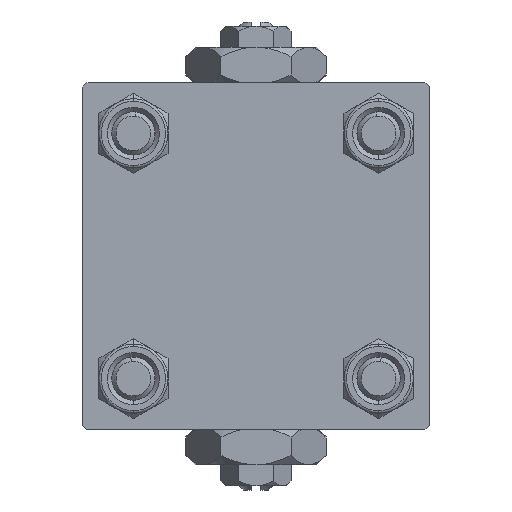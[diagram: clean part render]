
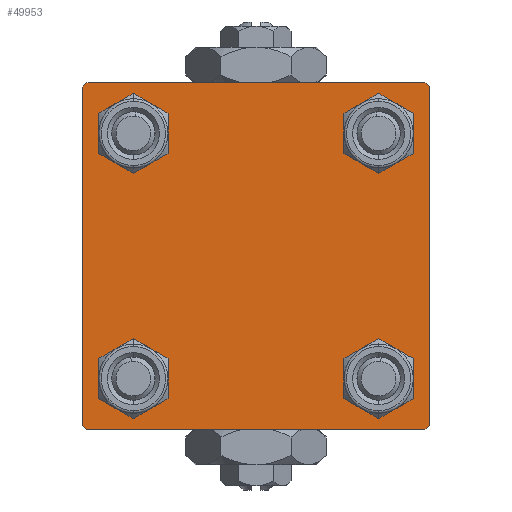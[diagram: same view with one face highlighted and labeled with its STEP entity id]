
A CAD part, left-side view. The second image highlights one B-rep face of the part: STEP entity #49953.
In plain terms, the highlighted planar face has unit normal (-1, 0, 0).
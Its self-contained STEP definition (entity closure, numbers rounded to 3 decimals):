
#96 = DIRECTION ( 'NONE',  ( 0., 0., 1. ) ) ;
#164 = EDGE_CURVE ( 'NONE', #48919, #34486, #49969, .T. ) ;
#442 = VERTEX_POINT ( 'NONE', #13553 ) ;
#891 = CARTESIAN_POINT ( 'NONE',  ( 0., 19.75, -19.75 ) ) ;
#1011 = LINE ( 'NONE', #16608, #8328 ) ;
#1753 = VERTEX_POINT ( 'NONE', #25588 ) ;
#2151 = EDGE_CURVE ( 'NONE', #15628, #28826, #42422, .T. ) ;
#2316 = EDGE_CURVE ( 'NONE', #6241, #9228, #49001, .T. ) ;
#2783 = CIRCLE ( 'NONE', #51791, 3. ) ;
#2869 = CARTESIAN_POINT ( 'NONE',  ( 0., 14.15, 17.15 ) ) ;
#3030 = FACE_OUTER_BOUND ( 'NONE', #39619, .T. ) ;
#3441 = ORIENTED_EDGE ( 'NONE', *, *, #39647, .T. ) ;
#3560 = CARTESIAN_POINT ( 'NONE',  ( 0., 20., -19.5 ) ) ;
#4048 = DIRECTION ( 'NONE',  ( 1., 0., 0. ) ) ;
#4205 = ORIENTED_EDGE ( 'NONE', *, *, #33826, .F. ) ;
#4233 = ORIENTED_EDGE ( 'NONE', *, *, #15627, .T. ) ;
#4320 = VECTOR ( 'NONE', #43953, 1000. ) ;
#4526 = EDGE_CURVE ( 'NONE', #9228, #11671, #34125, .T. ) ;
#4650 = CARTESIAN_POINT ( 'NONE',  ( 0., -14.15, -14.15 ) ) ;
#4732 = CIRCLE ( 'NONE', #17188, 3. ) ;
#6070 = ORIENTED_EDGE ( 'NONE', *, *, #40610, .T. ) ;
#6241 = VERTEX_POINT ( 'NONE', #3560 ) ;
#6580 = LINE ( 'NONE', #47023, #23904 ) ;
#6615 = ORIENTED_EDGE ( 'NONE', *, *, #16096, .T. ) ;
#6852 = CARTESIAN_POINT ( 'NONE',  ( 0., -20., 20. ) ) ;
#7546 = DIRECTION ( 'NONE',  ( 0., -1., 0. ) ) ;
#8061 = CARTESIAN_POINT ( 'NONE',  ( 0., 20., 19.5 ) ) ;
#8328 = VECTOR ( 'NONE', #44891, 1000. ) ;
#8503 = DIRECTION ( 'NONE',  ( 0., 0., 1. ) ) ;
#9228 = VERTEX_POINT ( 'NONE', #31925 ) ;
#9398 = CARTESIAN_POINT ( 'NONE',  ( 0., 14.15, 14.15 ) ) ;
#9999 = DIRECTION ( 'NONE',  ( 1., 0., 0. ) ) ;
#10109 = ORIENTED_EDGE ( 'NONE', *, *, #44940, .T. ) ;
#10710 = DIRECTION ( 'NONE',  ( 1., 0., 0. ) ) ;
#10978 = DIRECTION ( 'NONE',  ( 0., 0., 1. ) ) ;
#11235 = PLANE ( 'NONE',  #43126 ) ;
#11266 = DIRECTION ( 'NONE',  ( 0., 0., 1. ) ) ;
#11341 = CARTESIAN_POINT ( 'NONE',  ( 0., 14.15, 11.15 ) ) ;
#11671 = VERTEX_POINT ( 'NONE', #46189 ) ;
#11823 = VERTEX_POINT ( 'NONE', #36384 ) ;
#12014 = FACE_BOUND ( 'NONE', #14285, .T. ) ;
#12033 = LINE ( 'NONE', #40063, #12633 ) ;
#12232 = ORIENTED_EDGE ( 'NONE', *, *, #164, .T. ) ;
#12633 = VECTOR ( 'NONE', #7546, 1000. ) ;
#12791 = AXIS2_PLACEMENT_3D ( 'NONE', #43253, #15486, #11266 ) ;
#12986 = CIRCLE ( 'NONE', #38322, 3. ) ;
#13553 = CARTESIAN_POINT ( 'NONE',  ( 0., -20., -19.5 ) ) ;
#14285 = EDGE_LOOP ( 'NONE', ( #19807, #12232 ) ) ;
#14394 = ORIENTED_EDGE ( 'NONE', *, *, #4526, .T. ) ;
#14620 = EDGE_CURVE ( 'NONE', #36106, #1753, #4732, .T. ) ;
#14669 = DIRECTION ( 'NONE',  ( 0., 0., 1. ) ) ;
#15197 = EDGE_CURVE ( 'NONE', #34486, #48919, #2783, .T. ) ;
#15486 = DIRECTION ( 'NONE',  ( 1., 0., 0. ) ) ;
#15627 = EDGE_CURVE ( 'NONE', #47413, #6241, #6580, .T. ) ;
#15628 = VERTEX_POINT ( 'NONE', #2869 ) ;
#16096 = EDGE_CURVE ( 'NONE', #28826, #15628, #12986, .T. ) ;
#16257 = AXIS2_PLACEMENT_3D ( 'NONE', #50628, #10710, #14669 ) ;
#16395 = EDGE_LOOP ( 'NONE', ( #28335, #19271 ) ) ;
#16608 = CARTESIAN_POINT ( 'NONE',  ( 0., -19.75, 19.75 ) ) ;
#17188 = AXIS2_PLACEMENT_3D ( 'NONE', #31765, #47898, #8503 ) ;
#17483 = CARTESIAN_POINT ( 'NONE',  ( 0., -19.75, -19.75 ) ) ;
#17614 = AXIS2_PLACEMENT_3D ( 'NONE', #44237, #4048, #48213 ) ;
#17962 = VECTOR ( 'NONE', #28364, 1000. ) ;
#18090 = CARTESIAN_POINT ( 'NONE',  ( 0., -14.15, 14.15 ) ) ;
#19271 = ORIENTED_EDGE ( 'NONE', *, *, #51928, .T. ) ;
#19408 = FACE_BOUND ( 'NONE', #46995, .T. ) ;
#19807 = ORIENTED_EDGE ( 'NONE', *, *, #15197, .T. ) ;
#19928 = DIRECTION ( 'NONE',  ( -1., 0., 0. ) ) ;
#20216 = ORIENTED_EDGE ( 'NONE', *, *, #44700, .T. ) ;
#21099 = CIRCLE ( 'NONE', #36306, 3. ) ;
#22304 = DIRECTION ( 'NONE',  ( 0., 0., 1. ) ) ;
#22583 = CARTESIAN_POINT ( 'NONE',  ( 0., -14.15, -17.15 ) ) ;
#23014 = ORIENTED_EDGE ( 'NONE', *, *, #2316, .T. ) ;
#23214 = DIRECTION ( 'NONE',  ( 0., 0., -1. ) ) ;
#23904 = VECTOR ( 'NONE', #43583, 1000. ) ;
#25506 = DIRECTION ( 'NONE',  ( 0., 0., 1. ) ) ;
#25588 = CARTESIAN_POINT ( 'NONE',  ( 0., -14.15, 11.15 ) ) ;
#26132 = CARTESIAN_POINT ( 'NONE',  ( 0., -20., 19.5 ) ) ;
#28115 = VECTOR ( 'NONE', #41544, 1000. ) ;
#28335 = ORIENTED_EDGE ( 'NONE', *, *, #14620, .T. ) ;
#28364 = DIRECTION ( 'NONE',  ( 0., -0.707, -0.707 ) ) ;
#28611 = EDGE_CURVE ( 'NONE', #29576, #442, #43070, .T. ) ;
#28826 = VERTEX_POINT ( 'NONE', #11341 ) ;
#29429 = ORIENTED_EDGE ( 'NONE', *, *, #2151, .T. ) ;
#29576 = VERTEX_POINT ( 'NONE', #26132 ) ;
#29618 = LINE ( 'NONE', #17483, #31258 ) ;
#31106 = CIRCLE ( 'NONE', #17614, 3. ) ;
#31258 = VECTOR ( 'NONE', #49722, 1000. ) ;
#31310 = CARTESIAN_POINT ( 'NONE',  ( 0., 0., 0. ) ) ;
#31765 = CARTESIAN_POINT ( 'NONE',  ( 0., -14.15, 14.15 ) ) ;
#31925 = CARTESIAN_POINT ( 'NONE',  ( 0., 19.5, -20. ) ) ;
#33826 = EDGE_CURVE ( 'NONE', #51251, #44143, #12033, .T. ) ;
#34125 = LINE ( 'NONE', #42055, #28115 ) ;
#34486 = VERTEX_POINT ( 'NONE', #39038 ) ;
#36106 = VERTEX_POINT ( 'NONE', #47944 ) ;
#36306 = AXIS2_PLACEMENT_3D ( 'NONE', #18090, #42679, #22304 ) ;
#36384 = CARTESIAN_POINT ( 'NONE',  ( 0., 14.15, -17.15 ) ) ;
#36637 = ORIENTED_EDGE ( 'NONE', *, *, #38260, .T. ) ;
#36923 = DIRECTION ( 'NONE',  ( 0., 0., 1. ) ) ;
#37444 = DIRECTION ( 'NONE',  ( 1., 0., 0. ) ) ;
#37938 = DIRECTION ( 'NONE',  ( 1., 0., 0. ) ) ;
#38015 = CARTESIAN_POINT ( 'NONE',  ( 0., -19.5, 20. ) ) ;
#38260 = EDGE_CURVE ( 'NONE', #45850, #11823, #39655, .T. ) ;
#38322 = AXIS2_PLACEMENT_3D ( 'NONE', #9398, #37938, #25506 ) ;
#39038 = CARTESIAN_POINT ( 'NONE',  ( 0., -14.15, -11.15 ) ) ;
#39262 = FACE_BOUND ( 'NONE', #16395, .T. ) ;
#39619 = EDGE_LOOP ( 'NONE', ( #4233, #23014, #14394, #3441, #48631, #10109, #4205, #6070 ) ) ;
#39647 = EDGE_CURVE ( 'NONE', #11671, #442, #29618, .T. ) ;
#39655 = CIRCLE ( 'NONE', #44698, 3. ) ;
#39729 = CARTESIAN_POINT ( 'NONE',  ( 0., 19.75, 19.75 ) ) ;
#39986 = LINE ( 'NONE', #39729, #4320 ) ;
#40063 = CARTESIAN_POINT ( 'NONE',  ( 0., 20., 20. ) ) ;
#40610 = EDGE_CURVE ( 'NONE', #51251, #47413, #39986, .T. ) ;
#41544 = DIRECTION ( 'NONE',  ( 0., -1., 0. ) ) ;
#41727 = CARTESIAN_POINT ( 'NONE',  ( 0., 14.15, -14.15 ) ) ;
#42055 = CARTESIAN_POINT ( 'NONE',  ( 0., 20., -20. ) ) ;
#42422 = CIRCLE ( 'NONE', #16257, 3. ) ;
#42679 = DIRECTION ( 'NONE',  ( 1., 0., 0. ) ) ;
#43070 = LINE ( 'NONE', #6852, #52162 ) ;
#43114 = CARTESIAN_POINT ( 'NONE',  ( 0., 19.5, 20. ) ) ;
#43126 = AXIS2_PLACEMENT_3D ( 'NONE', #31310, #19928, #10978 ) ;
#43253 = CARTESIAN_POINT ( 'NONE',  ( 0., -14.15, -14.15 ) ) ;
#43583 = DIRECTION ( 'NONE',  ( 0., 0., -1. ) ) ;
#43615 = CARTESIAN_POINT ( 'NONE',  ( 0., 14.15, -11.15 ) ) ;
#43953 = DIRECTION ( 'NONE',  ( 0., 0.707, -0.707 ) ) ;
#44143 = VERTEX_POINT ( 'NONE', #38015 ) ;
#44237 = CARTESIAN_POINT ( 'NONE',  ( 0., 14.15, -14.15 ) ) ;
#44698 = AXIS2_PLACEMENT_3D ( 'NONE', #41727, #9999, #96 ) ;
#44700 = EDGE_CURVE ( 'NONE', #11823, #45850, #31106, .T. ) ;
#44891 = DIRECTION ( 'NONE',  ( 0., 0.707, 0.707 ) ) ;
#44940 = EDGE_CURVE ( 'NONE', #29576, #44143, #1011, .T. ) ;
#45850 = VERTEX_POINT ( 'NONE', #43615 ) ;
#46189 = CARTESIAN_POINT ( 'NONE',  ( 0., -19.5, -20. ) ) ;
#46995 = EDGE_LOOP ( 'NONE', ( #36637, #20216 ) ) ;
#47023 = CARTESIAN_POINT ( 'NONE',  ( 0., 20., 20. ) ) ;
#47413 = VERTEX_POINT ( 'NONE', #8061 ) ;
#47898 = DIRECTION ( 'NONE',  ( 1., 0., 0. ) ) ;
#47944 = CARTESIAN_POINT ( 'NONE',  ( 0., -14.15, 17.15 ) ) ;
#48213 = DIRECTION ( 'NONE',  ( 0., 0., 1. ) ) ;
#48631 = ORIENTED_EDGE ( 'NONE', *, *, #28611, .F. ) ;
#48919 = VERTEX_POINT ( 'NONE', #22583 ) ;
#49001 = LINE ( 'NONE', #891, #17962 ) ;
#49722 = DIRECTION ( 'NONE',  ( 0., -0.707, 0.707 ) ) ;
#49953 = ADVANCED_FACE ( 'NONE', ( #39262, #12014, #19408, #51415, #3030 ), #11235, .T. ) ;
#49969 = CIRCLE ( 'NONE', #12791, 3. ) ;
#50577 = EDGE_LOOP ( 'NONE', ( #29429, #6615 ) ) ;
#50628 = CARTESIAN_POINT ( 'NONE',  ( 0., 14.15, 14.15 ) ) ;
#51251 = VERTEX_POINT ( 'NONE', #43114 ) ;
#51415 = FACE_BOUND ( 'NONE', #50577, .T. ) ;
#51791 = AXIS2_PLACEMENT_3D ( 'NONE', #4650, #37444, #36923 ) ;
#51928 = EDGE_CURVE ( 'NONE', #1753, #36106, #21099, .T. ) ;
#52162 = VECTOR ( 'NONE', #23214, 1000. ) ;
